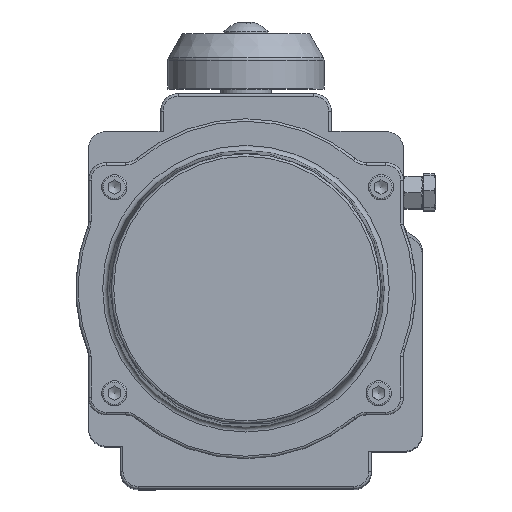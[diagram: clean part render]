
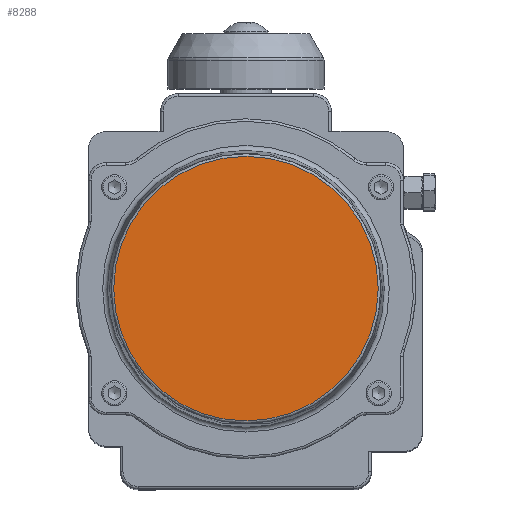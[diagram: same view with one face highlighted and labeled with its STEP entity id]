
A CAD part, top view. The second image highlights one B-rep face of the part: STEP entity #8288.
In plain terms, the highlighted planar face has unit normal (0, 0, 1).
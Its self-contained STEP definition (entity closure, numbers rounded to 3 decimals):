
#428=PLANE('',#8903);
#697=FACE_OUTER_BOUND('',#1198,.T.);
#1198=EDGE_LOOP('',(#5759));
#2992=CIRCLE('',#8902,52.536);
#3547=VERTEX_POINT('',#13027);
#4378=EDGE_CURVE('',#3547,#3547,#2992,.T.);
#5759=ORIENTED_EDGE('',*,*,#4378,.F.);
#8288=ADVANCED_FACE('',(#697),#428,.T.);
#8902=AXIS2_PLACEMENT_3D('',#13029,#10074,#10075);
#8903=AXIS2_PLACEMENT_3D('',#13030,#10076,#10077);
#10074=DIRECTION('center_axis',(0.,0.,-1.));
#10075=DIRECTION('ref_axis',(-1.,0.,0.));
#10076=DIRECTION('center_axis',(0.,0.,1.));
#10077=DIRECTION('ref_axis',(1.,0.,0.));
#13027=CARTESIAN_POINT('',(52.536,0.,154.));
#13029=CARTESIAN_POINT('Origin',(0.,0.,154.));
#13030=CARTESIAN_POINT('Origin',(0.,0.,154.));
